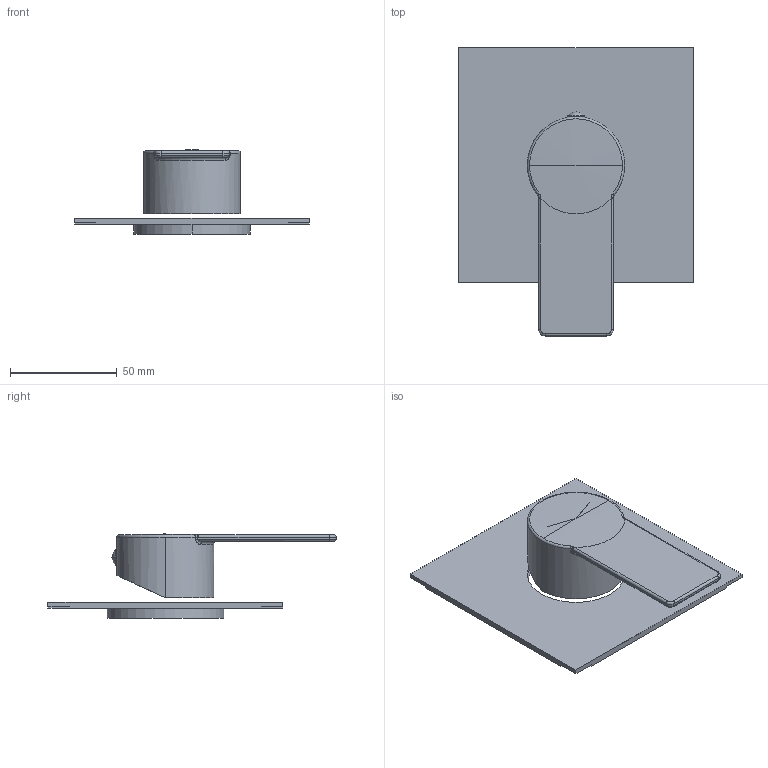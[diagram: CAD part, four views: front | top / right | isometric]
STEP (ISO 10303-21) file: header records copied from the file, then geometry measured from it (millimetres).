
FILE_DESCRIPTION((''),'2;1');
FILE_NAME('TA010CR-MEST','2021-11-08T11:42:54',('ut3'),('PAFFONI SpA'),'CREO PARAMETRIC BY PTC INC, 2020044','CREO PARAMETRIC BY PTC INC, 2020044','');
FILE_SCHEMA(('CONFIG_CONTROL_DESIGN','SHAPE_APPEARANCE_LAYERS_GROUPS'));
Length unit declared in the file: millimetre
Products named in the file (1): TA010CR-MEST
Bounding box: 110 x 135 x 39.5 mm (x, y, z)
Volume: 46959.3 mm3; surface area: 41637.3 mm2
Topology: 2 solids, 2 shells, 158 faces, 389 edges, 236 vertices
Faces by surface type: plane 74, cylinder 41, cone 15, torus 13, bspline 13, sphere 2
Entity records: 6919 total; most frequent: CARTESIAN_POINT 2104, ORIENTED_EDGE 770, DIRECTION 742, EDGE_CURVE 385, AXIS2_PLACEMENT_3D 267, VERTEX_POINT 236, VECTOR 208, LINE 208
